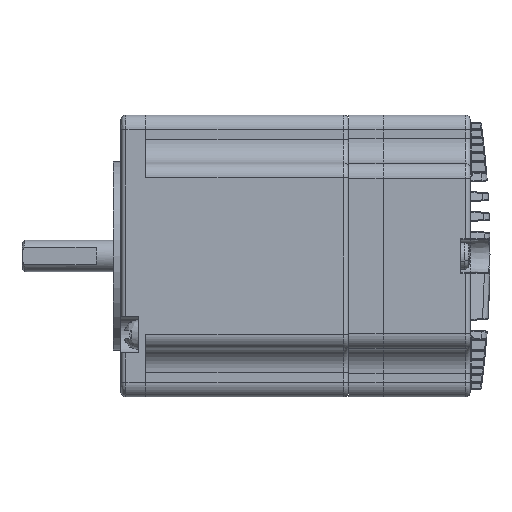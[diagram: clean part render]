
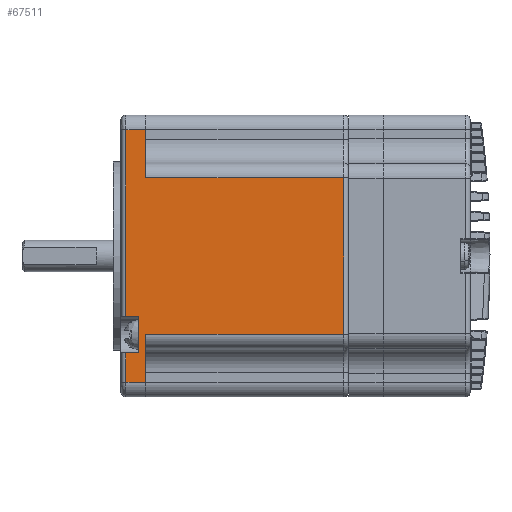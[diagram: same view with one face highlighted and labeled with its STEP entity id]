
A CAD part, front view. The second image highlights one B-rep face of the part: STEP entity #67511.
In plain terms, the highlighted face is planar.
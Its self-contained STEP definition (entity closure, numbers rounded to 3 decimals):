
#1798 = CARTESIAN_POINT ( 'NONE',  ( 20.711, -21.243, 0. ) ) ;
#2603 = DIRECTION ( 'NONE',  ( 0., 0., 1. ) ) ;
#2745 = CARTESIAN_POINT ( 'NONE',  ( 11.811, -21.243, 43.5 ) ) ;
#2829 = VECTOR ( 'NONE', #24911, 1000. ) ;
#5656 = DIRECTION ( 'NONE',  ( 0., 0., -1. ) ) ;
#7056 = CARTESIAN_POINT ( 'NONE',  ( 20.711, -21.243, 2. ) ) ;
#7543 = LINE ( 'NONE', #7056, #21813 ) ;
#7989 = CARTESIAN_POINT ( 'NONE',  ( 11.811, -21.243, 0. ) ) ;
#9058 = VERTEX_POINT ( 'NONE', #27172 ) ;
#9433 = VECTOR ( 'NONE', #80834, 1000. ) ;
#10022 = CARTESIAN_POINT ( 'NONE',  ( -33.289, -21.243, 0. ) ) ;
#10081 = LINE ( 'NONE', #55520, #106822 ) ;
#10748 = VECTOR ( 'NONE', #115993, 1000. ) ;
#14418 = EDGE_LOOP ( 'NONE', ( #60346, #63488, #101701, #114776, #47531, #21031, #113044, #88050, #35217, #110027, #72238, #85431 ) ) ;
#21031 = ORIENTED_EDGE ( 'NONE', *, *, #27818, .T. ) ;
#21147 = LINE ( 'NONE', #10022, #39631 ) ;
#21691 = DIRECTION ( 'NONE',  ( 0., 0., -1. ) ) ;
#21813 = VECTOR ( 'NONE', #70736, 1000. ) ;
#23535 = CARTESIAN_POINT ( 'NONE',  ( 4.411, -21.243, 0. ) ) ;
#23564 = VECTOR ( 'NONE', #5656, 1000. ) ;
#23921 = EDGE_CURVE ( 'NONE', #9058, #118042, #74875, .T. ) ;
#24911 = DIRECTION ( 'NONE',  ( -1., 0., 0. ) ) ;
#26548 = VERTEX_POINT ( 'NONE', #49539 ) ;
#27172 = CARTESIAN_POINT ( 'NONE',  ( 4.411, -21.243, 46. ) ) ;
#27818 = EDGE_CURVE ( 'NONE', #26548, #9058, #112678, .T. ) ;
#27841 = EDGE_CURVE ( 'NONE', #118042, #49626, #49719, .T. ) ;
#35217 = ORIENTED_EDGE ( 'NONE', *, *, #56865, .T. ) ;
#36422 = VERTEX_POINT ( 'NONE', #39692 ) ;
#36688 = FACE_OUTER_BOUND ( 'NONE', #14418, .T. ) ;
#36826 = VECTOR ( 'NONE', #52679, 1000. ) ;
#37499 = LINE ( 'NONE', #39193, #55967 ) ;
#39193 = CARTESIAN_POINT ( 'NONE',  ( 20.711, -21.243, 46. ) ) ;
#39631 = VECTOR ( 'NONE', #81692, 1000. ) ;
#39692 = CARTESIAN_POINT ( 'NONE',  ( -33.289, -21.243, 42. ) ) ;
#45280 = VERTEX_POINT ( 'NONE', #113196 ) ;
#46914 = VERTEX_POINT ( 'NONE', #83729 ) ;
#47531 = ORIENTED_EDGE ( 'NONE', *, *, #112088, .T. ) ;
#47550 = DIRECTION ( 'NONE',  ( 0., 0., 1. ) ) ;
#47896 = LINE ( 'NONE', #7989, #9433 ) ;
#49539 = CARTESIAN_POINT ( 'NONE',  ( -33.289, -21.243, 46. ) ) ;
#49626 = VERTEX_POINT ( 'NONE', #2745 ) ;
#49719 = LINE ( 'NONE', #51911, #36826 ) ;
#49949 = EDGE_CURVE ( 'NONE', #91341, #87975, #7543, .T. ) ;
#51562 = CARTESIAN_POINT ( 'NONE',  ( 20.711, -21.243, 42. ) ) ;
#51911 = CARTESIAN_POINT ( 'NONE',  ( 20.711, -21.243, 43.5 ) ) ;
#51953 = CARTESIAN_POINT ( 'NONE',  ( 17.711, -21.243, 46. ) ) ;
#52349 = EDGE_CURVE ( 'NONE', #91341, #45280, #10081, .T. ) ;
#52588 = LINE ( 'NONE', #62683, #2829 ) ;
#52679 = DIRECTION ( 'NONE',  ( 1., 0., 0. ) ) ;
#52746 = LINE ( 'NONE', #112335, #84187 ) ;
#54264 = CARTESIAN_POINT ( 'NONE',  ( 4.411, -21.243, 43.5 ) ) ;
#54280 = VECTOR ( 'NONE', #90058, 1000. ) ;
#55520 = CARTESIAN_POINT ( 'NONE',  ( 7.981, -21.243, 42. ) ) ;
#55967 = VECTOR ( 'NONE', #111133, 1000. ) ;
#56865 = EDGE_CURVE ( 'NONE', #49626, #101793, #47896, .T. ) ;
#58460 = CARTESIAN_POINT ( 'NONE',  ( -23.559, -21.243, 2. ) ) ;
#60346 = ORIENTED_EDGE ( 'NONE', *, *, #52349, .F. ) ;
#61740 = EDGE_CURVE ( 'NONE', #46914, #36422, #52588, .T. ) ;
#62683 = CARTESIAN_POINT ( 'NONE',  ( 20.711, -21.243, 42. ) ) ;
#63488 = ORIENTED_EDGE ( 'NONE', *, *, #49949, .T. ) ;
#65460 = DIRECTION ( 'NONE',  ( 0., 1., 0. ) ) ;
#67511 = ADVANCED_FACE ( 'NONE', ( #36688 ), #100855, .T. ) ;
#69711 = CARTESIAN_POINT ( 'NONE',  ( 7.981, -21.243, 2. ) ) ;
#70736 = DIRECTION ( 'NONE',  ( -1., 0., 0. ) ) ;
#72238 = ORIENTED_EDGE ( 'NONE', *, *, #110833, .T. ) ;
#74875 = LINE ( 'NONE', #23535, #23564 ) ;
#78423 = VERTEX_POINT ( 'NONE', #94056 ) ;
#79076 = AXIS2_PLACEMENT_3D ( 'NONE', #1798, #65460, #2603 ) ;
#80834 = DIRECTION ( 'NONE',  ( 0., 0., 1. ) ) ;
#81692 = DIRECTION ( 'NONE',  ( 0., 0., 1. ) ) ;
#83384 = LINE ( 'NONE', #51562, #10748 ) ;
#83592 = EDGE_CURVE ( 'NONE', #78423, #45280, #83384, .T. ) ;
#83729 = CARTESIAN_POINT ( 'NONE',  ( -23.559, -21.243, 42. ) ) ;
#84187 = VECTOR ( 'NONE', #21691, 1000. ) ;
#85431 = ORIENTED_EDGE ( 'NONE', *, *, #83592, .T. ) ;
#85683 = VECTOR ( 'NONE', #95273, 1000. ) ;
#87975 = VERTEX_POINT ( 'NONE', #58460 ) ;
#88050 = ORIENTED_EDGE ( 'NONE', *, *, #27841, .T. ) ;
#90058 = DIRECTION ( 'NONE',  ( 1., 0., 0. ) ) ;
#91341 = VERTEX_POINT ( 'NONE', #69711 ) ;
#94056 = CARTESIAN_POINT ( 'NONE',  ( 17.711, -21.243, 42. ) ) ;
#94198 = LINE ( 'NONE', #102779, #85683 ) ;
#94493 = VERTEX_POINT ( 'NONE', #51953 ) ;
#95273 = DIRECTION ( 'NONE',  ( 0., 0., 1. ) ) ;
#98824 = CARTESIAN_POINT ( 'NONE',  ( 20.711, -21.243, 46. ) ) ;
#100855 = PLANE ( 'NONE',  #79076 ) ;
#101701 = ORIENTED_EDGE ( 'NONE', *, *, #115946, .T. ) ;
#101793 = VERTEX_POINT ( 'NONE', #106472 ) ;
#102001 = EDGE_CURVE ( 'NONE', #101793, #94493, #37499, .T. ) ;
#102779 = CARTESIAN_POINT ( 'NONE',  ( -23.559, -21.243, 0. ) ) ;
#106472 = CARTESIAN_POINT ( 'NONE',  ( 11.811, -21.243, 46. ) ) ;
#106822 = VECTOR ( 'NONE', #47550, 1000. ) ;
#110027 = ORIENTED_EDGE ( 'NONE', *, *, #102001, .T. ) ;
#110833 = EDGE_CURVE ( 'NONE', #94493, #78423, #52746, .T. ) ;
#111133 = DIRECTION ( 'NONE',  ( 1., 0., 0. ) ) ;
#112088 = EDGE_CURVE ( 'NONE', #36422, #26548, #21147, .T. ) ;
#112335 = CARTESIAN_POINT ( 'NONE',  ( 17.711, -21.243, 0. ) ) ;
#112678 = LINE ( 'NONE', #98824, #54280 ) ;
#113044 = ORIENTED_EDGE ( 'NONE', *, *, #23921, .T. ) ;
#113196 = CARTESIAN_POINT ( 'NONE',  ( 7.981, -21.243, 42. ) ) ;
#114776 = ORIENTED_EDGE ( 'NONE', *, *, #61740, .T. ) ;
#115946 = EDGE_CURVE ( 'NONE', #87975, #46914, #94198, .T. ) ;
#115993 = DIRECTION ( 'NONE',  ( -1., 0., 0. ) ) ;
#118042 = VERTEX_POINT ( 'NONE', #54264 ) ;
